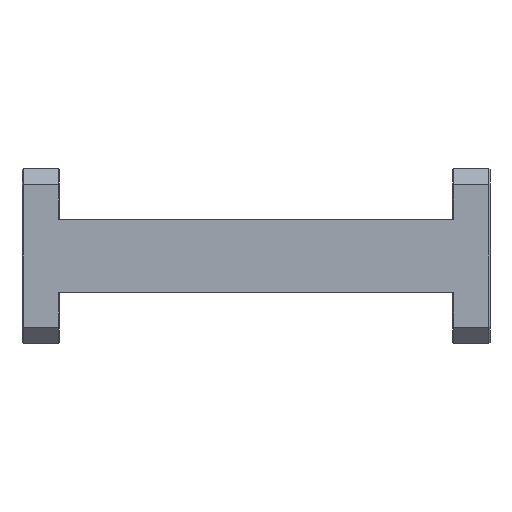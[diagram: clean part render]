
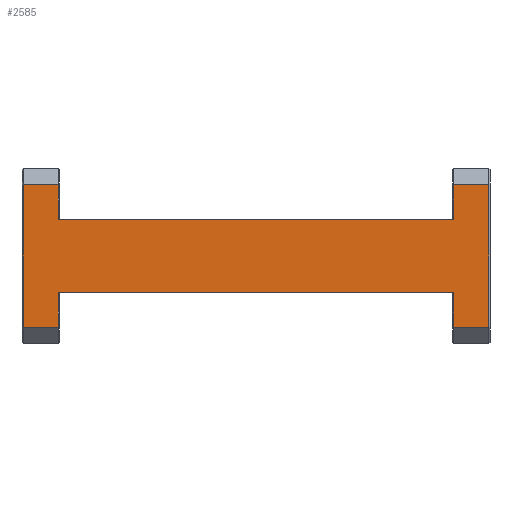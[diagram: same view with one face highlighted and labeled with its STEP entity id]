
A CAD part, front view. The second image highlights one B-rep face of the part: STEP entity #2585.
In plain terms, the highlighted planar face has unit normal (0, -1, 0).
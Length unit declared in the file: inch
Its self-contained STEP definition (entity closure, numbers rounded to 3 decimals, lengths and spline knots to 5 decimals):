
#66 = DIRECTION ( 'NONE',  ( 0., 1., 0. ) ) ;
#264 = EDGE_CURVE ( 'NONE', #25184, #32865, #27447, .T. ) ;
#391 = DIRECTION ( 'NONE',  ( 0., 0., -1. ) ) ;
#764 = LINE ( 'NONE', #30617, #11899 ) ;
#1393 = ORIENTED_EDGE ( 'NONE', *, *, #5003, .T. ) ;
#1664 = ORIENTED_EDGE ( 'NONE', *, *, #264, .T. ) ;
#1853 = ORIENTED_EDGE ( 'NONE', *, *, #5969, .T. ) ;
#2585 = ADVANCED_FACE ( 'NONE', ( #12762 ), #25601, .F. ) ;
#2688 = CARTESIAN_POINT ( 'NONE',  ( 2.11216, 0.68209, 1.16363 ) ) ;
#3449 = LINE ( 'NONE', #8063, #27260 ) ;
#4025 = EDGE_CURVE ( 'NONE', #19460, #15341, #5559, .T. ) ;
#4352 = VERTEX_POINT ( 'NONE', #13544 ) ;
#4375 = CARTESIAN_POINT ( 'NONE',  ( 2.11216, 0.68209, 1.62463 ) ) ;
#5003 = EDGE_CURVE ( 'NONE', #10159, #27559, #6770, .T. ) ;
#5476 = ORIENTED_EDGE ( 'NONE', *, *, #14131, .T. ) ;
#5508 = CARTESIAN_POINT ( 'NONE',  ( 1.26716, 0.68209, 1.62463 ) ) ;
#5559 = LINE ( 'NONE', #8036, #24213 ) ;
#5802 = DIRECTION ( 'NONE',  ( 0., 0., -1. ) ) ;
#5969 = EDGE_CURVE ( 'NONE', #27559, #28102, #764, .T. ) ;
#6208 = VECTOR ( 'NONE', #21484, 39.37008 ) ;
#6457 = ORIENTED_EDGE ( 'NONE', *, *, #18566, .T. ) ;
#6770 = LINE ( 'NONE', #24599, #28140 ) ;
#7718 = DIRECTION ( 'NONE',  ( -1., 0., 0. ) ) ;
#8036 = CARTESIAN_POINT ( 'NONE',  ( 2.11216, 0.68209, 1.50613 ) ) ;
#8063 = CARTESIAN_POINT ( 'NONE',  ( 2.11216, 0.68209, 1.13113 ) ) ;
#8823 = CARTESIAN_POINT ( 'NONE',  ( 0.42216, 0.68209, 1.50613 ) ) ;
#9194 = EDGE_CURVE ( 'NONE', #25184, #15341, #13346, .T. ) ;
#10159 = VERTEX_POINT ( 'NONE', #16824 ) ;
#10321 = LINE ( 'NONE', #5508, #17843 ) ;
#10357 = CARTESIAN_POINT ( 'NONE',  ( 0.27216, 0.68209, 1.01463 ) ) ;
#10394 = VECTOR ( 'NONE', #26965, 39.37008 ) ;
#10937 = CARTESIAN_POINT ( 'NONE',  ( 2.26216, 0.68209, 1.62463 ) ) ;
#11001 = LINE ( 'NONE', #28789, #24870 ) ;
#11164 = LINE ( 'NONE', #19314, #10394 ) ;
#11899 = VECTOR ( 'NONE', #20878, 39.37008 ) ;
#12023 = ORIENTED_EDGE ( 'NONE', *, *, #18730, .T. ) ;
#12054 = DIRECTION ( 'NONE',  ( 0., 0., 1. ) ) ;
#12702 = EDGE_LOOP ( 'NONE', ( #12023, #13042, #1393, #1853, #6457, #21230, #18279, #5476, #27376, #22982, #1664, #22875 ) ) ;
#12749 = CARTESIAN_POINT ( 'NONE',  ( 1.26716, 0.68209, 1.50613 ) ) ;
#12762 = FACE_OUTER_BOUND ( 'NONE', #12702, .T. ) ;
#13002 = DIRECTION ( 'NONE',  ( 1., 0., 0. ) ) ;
#13042 = ORIENTED_EDGE ( 'NONE', *, *, #18820, .T. ) ;
#13074 = CARTESIAN_POINT ( 'NONE',  ( 2.11216, 0.68209, 1.47563 ) ) ;
#13346 = LINE ( 'NONE', #15758, #15740 ) ;
#13544 = CARTESIAN_POINT ( 'NONE',  ( 2.11216, 0.68209, 1.01463 ) ) ;
#13591 = DIRECTION ( 'NONE',  ( 1., 0., 0. ) ) ;
#13745 = AXIS2_PLACEMENT_3D ( 'NONE', #12749, #66, #30667 ) ;
#14131 = EDGE_CURVE ( 'NONE', #14211, #19460, #10321, .T. ) ;
#14211 = VERTEX_POINT ( 'NONE', #10937 ) ;
#15341 = VERTEX_POINT ( 'NONE', #13074 ) ;
#15740 = VECTOR ( 'NONE', #13002, 39.37008 ) ;
#15758 = CARTESIAN_POINT ( 'NONE',  ( 0.42716, 0.68209, 1.47563 ) ) ;
#16392 = CARTESIAN_POINT ( 'NONE',  ( 0.42216, 0.68209, 1.62463 ) ) ;
#16824 = CARTESIAN_POINT ( 'NONE',  ( 0.42216, 0.68209, 1.01463 ) ) ;
#16859 = CARTESIAN_POINT ( 'NONE',  ( 0.27216, 0.68209, 1.62463 ) ) ;
#17843 = VECTOR ( 'NONE', #18470, 39.37008 ) ;
#18279 = ORIENTED_EDGE ( 'NONE', *, *, #19686, .T. ) ;
#18470 = DIRECTION ( 'NONE',  ( -1., 0., 0. ) ) ;
#18566 = EDGE_CURVE ( 'NONE', #28102, #4352, #3449, .T. ) ;
#18710 = CARTESIAN_POINT ( 'NONE',  ( 0.27216, 0.68209, 1.50613 ) ) ;
#18730 = EDGE_CURVE ( 'NONE', #31481, #28095, #30009, .T. ) ;
#18820 = EDGE_CURVE ( 'NONE', #28095, #10159, #11001, .T. ) ;
#19171 = CARTESIAN_POINT ( 'NONE',  ( 0.42216, 0.68209, 1.16363 ) ) ;
#19314 = CARTESIAN_POINT ( 'NONE',  ( 1.26716, 0.68209, 1.01463 ) ) ;
#19460 = VERTEX_POINT ( 'NONE', #4375 ) ;
#19686 = EDGE_CURVE ( 'NONE', #29250, #14211, #20876, .T. ) ;
#19923 = CARTESIAN_POINT ( 'NONE',  ( 2.26216, 0.68209, 1.50613 ) ) ;
#20876 = LINE ( 'NONE', #19923, #32768 ) ;
#20878 = DIRECTION ( 'NONE',  ( 1., 0., 0. ) ) ;
#21230 = ORIENTED_EDGE ( 'NONE', *, *, #24704, .T. ) ;
#21484 = DIRECTION ( 'NONE',  ( 0., 0., -1. ) ) ;
#21487 = CARTESIAN_POINT ( 'NONE',  ( 2.26216, 0.68209, 1.01463 ) ) ;
#21692 = DIRECTION ( 'NONE',  ( 0., 0., 1. ) ) ;
#22875 = ORIENTED_EDGE ( 'NONE', *, *, #32704, .T. ) ;
#22982 = ORIENTED_EDGE ( 'NONE', *, *, #9194, .F. ) ;
#24213 = VECTOR ( 'NONE', #5802, 39.37008 ) ;
#24599 = CARTESIAN_POINT ( 'NONE',  ( 0.42216, 0.68209, 1.13113 ) ) ;
#24704 = EDGE_CURVE ( 'NONE', #4352, #29250, #11164, .T. ) ;
#24870 = VECTOR ( 'NONE', #13591, 39.37008 ) ;
#25184 = VERTEX_POINT ( 'NONE', #25422 ) ;
#25254 = LINE ( 'NONE', #28213, #30779 ) ;
#25422 = CARTESIAN_POINT ( 'NONE',  ( 0.42216, 0.68209, 1.47563 ) ) ;
#25601 = PLANE ( 'NONE',  #13745 ) ;
#26965 = DIRECTION ( 'NONE',  ( 1., 0., 0. ) ) ;
#27260 = VECTOR ( 'NONE', #391, 39.37008 ) ;
#27376 = ORIENTED_EDGE ( 'NONE', *, *, #4025, .T. ) ;
#27447 = LINE ( 'NONE', #8823, #29826 ) ;
#27559 = VERTEX_POINT ( 'NONE', #19171 ) ;
#28095 = VERTEX_POINT ( 'NONE', #10357 ) ;
#28102 = VERTEX_POINT ( 'NONE', #2688 ) ;
#28140 = VECTOR ( 'NONE', #12054, 39.37008 ) ;
#28213 = CARTESIAN_POINT ( 'NONE',  ( 1.26716, 0.68209, 1.62463 ) ) ;
#28789 = CARTESIAN_POINT ( 'NONE',  ( 1.26716, 0.68209, 1.01463 ) ) ;
#29250 = VERTEX_POINT ( 'NONE', #21487 ) ;
#29826 = VECTOR ( 'NONE', #21692, 39.37008 ) ;
#30009 = LINE ( 'NONE', #18710, #6208 ) ;
#30617 = CARTESIAN_POINT ( 'NONE',  ( 2.10716, 0.68209, 1.16363 ) ) ;
#30667 = DIRECTION ( 'NONE',  ( 0., 0., 1. ) ) ;
#30779 = VECTOR ( 'NONE', #7718, 39.37008 ) ;
#31481 = VERTEX_POINT ( 'NONE', #16859 ) ;
#32539 = DIRECTION ( 'NONE',  ( 0., 0., 1. ) ) ;
#32704 = EDGE_CURVE ( 'NONE', #32865, #31481, #25254, .T. ) ;
#32768 = VECTOR ( 'NONE', #32539, 39.37008 ) ;
#32865 = VERTEX_POINT ( 'NONE', #16392 ) ;
